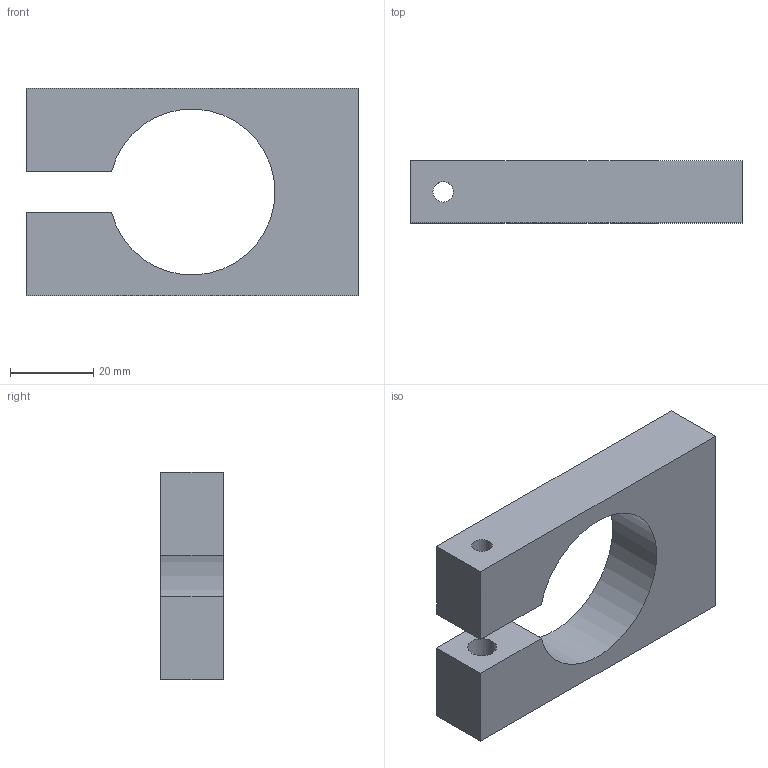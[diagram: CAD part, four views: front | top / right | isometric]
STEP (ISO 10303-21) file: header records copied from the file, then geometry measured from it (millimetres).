
FILE_DESCRIPTION(/* description */ (''),/* implementation_level */ '2;1');
FILE_NAME(/* name */ 'Bracket.stp',/* time_stamp */ '2019-10-09T15:35:02+07:00',/* author */ ('lenovo'),/* organization */ (''),/* preprocessor_version */ 'ST-DEVELOPER v16.13',/* originating_system */ 'Autodesk Inventor 2018',/* authorisation */ '');
FILE_SCHEMA (('AUTOMOTIVE_DESIGN { 1 0 10303 214 3 1 1 }'));
Length unit declared in the file: millimetre
Products named in the file (1): Bracket
Bounding box: 80 x 15 x 50 mm (x, y, z)
Volume: 36763.5 mm3; surface area: 12055.4 mm2
Topology: 1 solids, 1 shells, 17 faces, 44 edges, 29 vertices
Faces by surface type: plane 9, cylinder 5, cone 3
Full cylindrical faces by diameter (mm): 3.242 x2, 4.917 x1, 7 x1
Entity records: 517 total; most frequent: DIRECTION 80, CARTESIAN_POINT 76, ORIENTED_EDGE 66, EDGE_CURVE 33, AXIS2_PLACEMENT_3D 29, EDGE_LOOP 28, VERTEX_POINT 25, LINE 22
